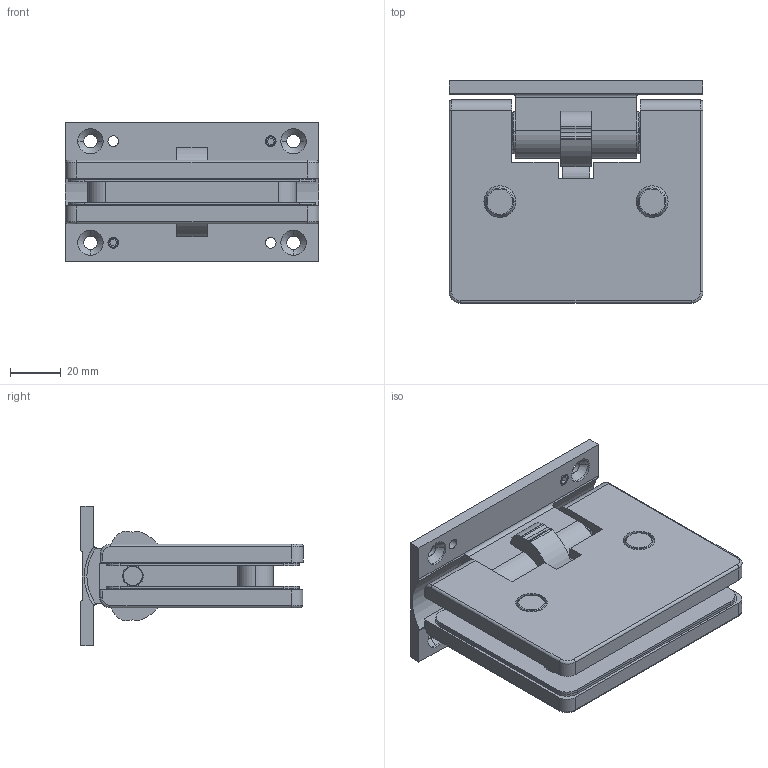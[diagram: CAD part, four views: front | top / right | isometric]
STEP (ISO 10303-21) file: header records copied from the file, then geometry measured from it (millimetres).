
FILE_DESCRIPTION(('STEP AP203'),'1');
FILE_NAME('8630.step','2023-07-12T09:59:20',(' '),(' '),'Spatial InterOp 3D',' ',' ');
FILE_SCHEMA(('CONFIG_CONTROL_DESIGN'));
Length unit declared in the file: millimetre
Products named in the file (34): 1; 2; 3; 4; 5; 6; 7; 8; 9; 10; 11; 12; 13; 14; 15; 16; 17; 18; 19; 20; 21; 22; 23; 24; 25; 26; 27; 28; 29; 30; 31; 32; 33; 34
Bounding box: 100 x 87.65 x 55 mm (x, y, z)
Volume: 165998.4 mm3; surface area: 94878.8 mm2
Topology: 34 solids, 34 shells, 856 faces, 2168 edges, 1364 vertices
Faces by surface type: cylinder 359, plane 333, cone 106, torus 42, sphere 16
Entity records: 27772 total; most frequent: CARTESIAN_POINT 5161, DIRECTION 4737, ORIENTED_EDGE 4248, EDGE_CURVE 2124, AXIS2_PLACEMENT_3D 1803, VERTEX_POINT 1364, LINE 1131, VECTOR 1131
